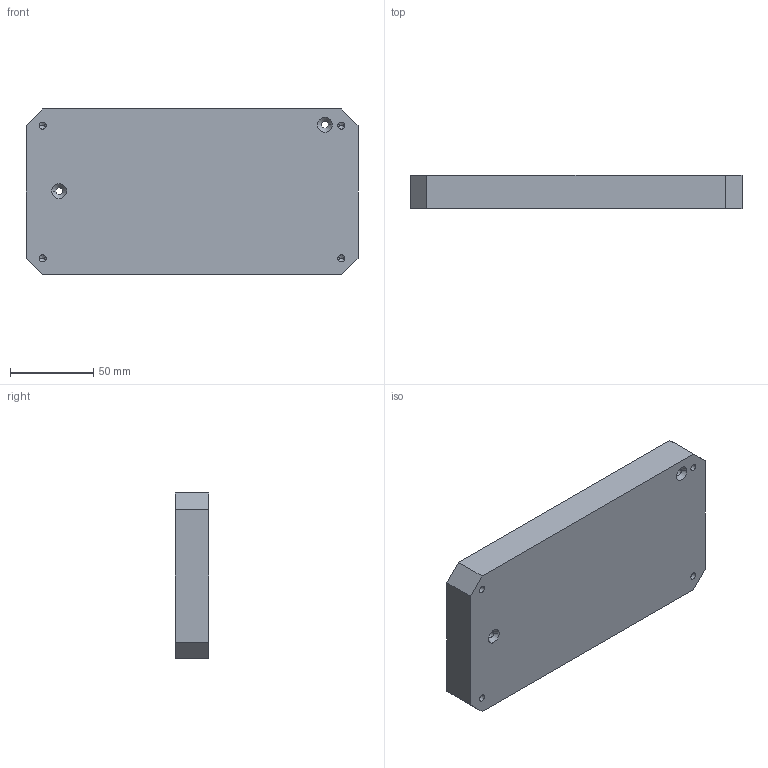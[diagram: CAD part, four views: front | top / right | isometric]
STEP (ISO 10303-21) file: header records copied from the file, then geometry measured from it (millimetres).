
FILE_DESCRIPTION((''),'2;1');
FILE_NAME('2324-003-BASE','2023-04-11T10:13:03',('kgillet'),(''),'CREO PARAMETRIC BY PTC INC, 2021424','CREO PARAMETRIC BY PTC INC, 2021424','');
FILE_SCHEMA(('AUTOMOTIVE_DESIGN { 1 0 10303 214 1 1 1 1 }'));
Length unit declared in the file: millimetre
Products named in the file (1): 2324-003-BASE
Bounding box: 200 x 20 x 100 mm (x, y, z)
Volume: 394443.5 mm3; surface area: 52409.2 mm2
Topology: 1 solids, 1 shells, 44 faces, 104 edges, 60 vertices
Faces by surface type: cylinder 16, cone 16, plane 12
Entity records: 1648 total; most frequent: DIRECTION 224, CARTESIAN_POINT 202, ORIENTED_EDGE 192, PRESENTATION_STYLE_ASSIGNMENT 97, STYLED_ITEM 97, CURVE_STYLE 96, EDGE_CURVE 96, COLOUR_RGB 88
